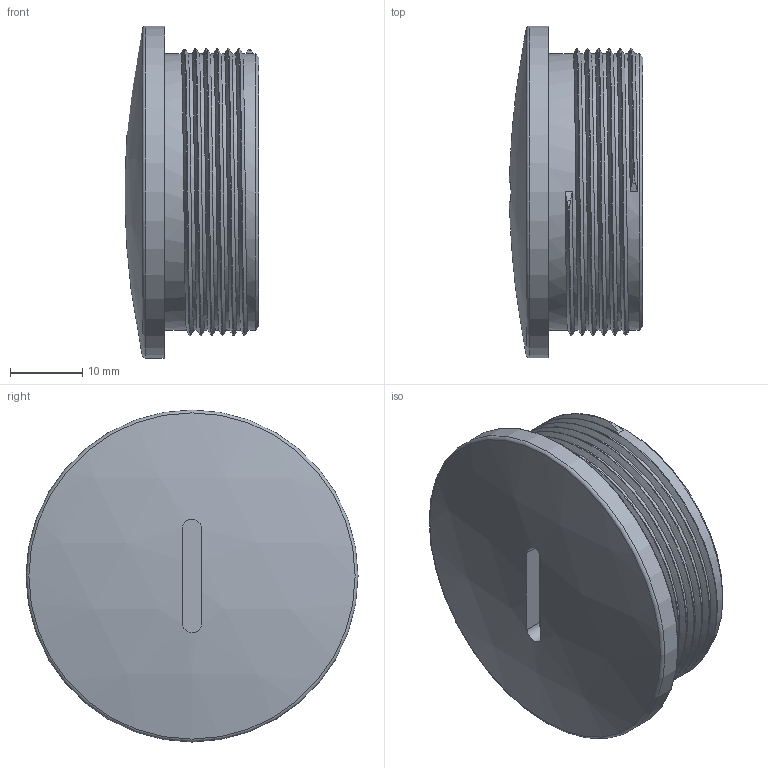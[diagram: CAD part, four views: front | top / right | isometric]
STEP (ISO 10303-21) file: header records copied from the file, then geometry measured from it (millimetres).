
FILE_DESCRIPTION(/* description */ ('Verschlussschraube M 40x1,5'),/* implementation_level */ '2;1');
FILE_NAME(/* name */ '13007540-RST.stp',/* time_stamp */ '2020-04-23T13:04:29+02:00',/* author */ ('sl'),/* organization */ (''),/* preprocessor_version */ 'ST-DEVELOPER v16.5',/* originating_system */ 'Autodesk Inventor 2017',/* authorisation */ '');
FILE_SCHEMA (('AUTOMOTIVE_DESIGN { 1 0 10303 214 3 1 1 }'));
Length unit declared in the file: millimetre
Products named in the file (1): 13007540
Bounding box: 18.47 x 45.87 x 45.87 mm (x, y, z)
Volume: 9290.9 mm3; surface area: 7946.8 mm2
Topology: 5 solids, 5 shells, 46 faces, 93 edges, 61 vertices
Faces by surface type: cylinder 19, plane 19, torus 3, cone 2, bspline 2, sphere 1
Full cylindrical faces by diameter (mm): 6.5 x4, 34.12 x1, 38.228 x6, 45.87 x1
Entity records: 2121 total; most frequent: CARTESIAN_POINT 1325, DIRECTION 158, ORIENTED_EDGE 126, AXIS2_PLACEMENT_3D 69, EDGE_CURVE 63, EDGE_LOOP 57, VERTEX_POINT 48, FACE_OUTER_BOUND 41
